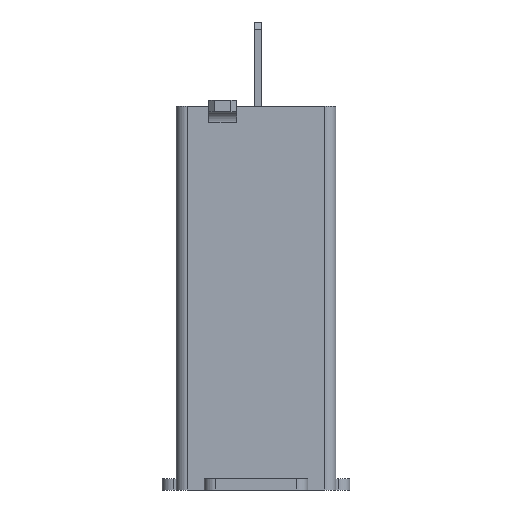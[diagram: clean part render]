
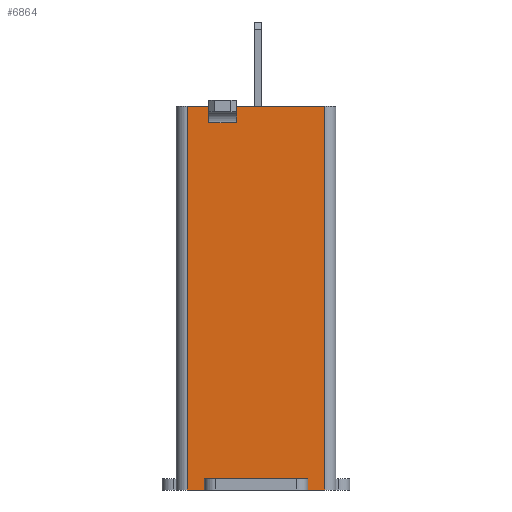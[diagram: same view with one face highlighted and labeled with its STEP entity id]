
A CAD part, left-side view. The second image highlights one B-rep face of the part: STEP entity #6864.
In plain terms, the highlighted planar face has unit normal (-1, 0, 0).
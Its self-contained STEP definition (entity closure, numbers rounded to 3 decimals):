
#130 = ORIENTED_EDGE ( 'NONE', *, *, #2953, .T. ) ;
#179 = DIRECTION ( 'NONE',  ( 0., -1., 0. ) ) ;
#274 = CARTESIAN_POINT ( 'NONE',  ( -6.55, 2.85, 13.7 ) ) ;
#312 = DIRECTION ( 'NONE',  ( 1., 0., 0. ) ) ;
#324 = VERTEX_POINT ( 'NONE', #4614 ) ;
#409 = PLANE ( 'NONE',  #3248 ) ;
#517 = VERTEX_POINT ( 'NONE', #3437 ) ;
#521 = CARTESIAN_POINT ( 'NONE',  ( -6.55, 1.69, 13.7 ) ) ;
#565 = LINE ( 'NONE', #2182, #2863 ) ;
#585 = CARTESIAN_POINT ( 'NONE',  ( -6.55, 2.85, 13.7 ) ) ;
#702 = ORIENTED_EDGE ( 'NONE', *, *, #1501, .T. ) ;
#805 = LINE ( 'NONE', #274, #2277 ) ;
#882 = VECTOR ( 'NONE', #6412, 1000. ) ;
#896 = DIRECTION ( 'NONE',  ( 0., 0., -1. ) ) ;
#1007 = CARTESIAN_POINT ( 'NONE',  ( -6.55, 0.696, 13.1 ) ) ;
#1054 = ORIENTED_EDGE ( 'NONE', *, *, #2448, .F. ) ;
#1160 = VECTOR ( 'NONE', #3713, 1000. ) ;
#1290 = ORIENTED_EDGE ( 'NONE', *, *, #5046, .T. ) ;
#1295 = VECTOR ( 'NONE', #6088, 1000. ) ;
#1312 = VERTEX_POINT ( 'NONE', #5877 ) ;
#1436 = LINE ( 'NONE', #3614, #1160 ) ;
#1494 = CARTESIAN_POINT ( 'NONE',  ( -6.55, 1.85, 0.4 ) ) ;
#1501 = EDGE_CURVE ( 'NONE', #517, #2100, #1436, .T. ) ;
#1504 = VECTOR ( 'NONE', #4478, 1000. ) ;
#1699 = EDGE_CURVE ( 'NONE', #1312, #3577, #805, .T. ) ;
#1748 = CARTESIAN_POINT ( 'NONE',  ( -6.55, 1.69, 13.1 ) ) ;
#1835 = VECTOR ( 'NONE', #4964, 1000. ) ;
#1871 = ORIENTED_EDGE ( 'NONE', *, *, #2837, .F. ) ;
#1943 = VECTOR ( 'NONE', #3740, 1000. ) ;
#1947 = ORIENTED_EDGE ( 'NONE', *, *, #1699, .F. ) ;
#1992 = CARTESIAN_POINT ( 'NONE',  ( -6.55, 2.85, 13.7 ) ) ;
#2100 = VERTEX_POINT ( 'NONE', #6951 ) ;
#2152 = LINE ( 'NONE', #2599, #1943 ) ;
#2172 = CARTESIAN_POINT ( 'NONE',  ( -6.55, -1.85, 0.4 ) ) ;
#2182 = CARTESIAN_POINT ( 'NONE',  ( -6.55, 2.85, 0.4 ) ) ;
#2277 = VECTOR ( 'NONE', #4527, 1000. ) ;
#2404 = VERTEX_POINT ( 'NONE', #2664 ) ;
#2412 = EDGE_CURVE ( 'NONE', #3577, #5530, #2152, .T. ) ;
#2448 = EDGE_CURVE ( 'NONE', #5332, #6400, #4408, .T. ) ;
#2473 = CARTESIAN_POINT ( 'NONE',  ( -6.55, 2.45, 13.7 ) ) ;
#2599 = CARTESIAN_POINT ( 'NONE',  ( -6.55, 1.69, 13.7 ) ) ;
#2615 = EDGE_LOOP ( 'NONE', ( #5266, #6981, #1947, #130, #1054, #5080, #6525, #4802, #1290, #702, #2883, #1871 ) ) ;
#2662 = VECTOR ( 'NONE', #2781, 1000. ) ;
#2664 = CARTESIAN_POINT ( 'NONE',  ( -6.55, 0.696, 13.7 ) ) ;
#2781 = DIRECTION ( 'NONE',  ( 0., 0., -1. ) ) ;
#2796 = DIRECTION ( 'NONE',  ( 0., 1., 0. ) ) ;
#2837 = EDGE_CURVE ( 'NONE', #4080, #2404, #6589, .T. ) ;
#2863 = VECTOR ( 'NONE', #2796, 1000. ) ;
#2883 = ORIENTED_EDGE ( 'NONE', *, *, #3636, .F. ) ;
#2936 = EDGE_CURVE ( 'NONE', #324, #4458, #565, .T. ) ;
#2953 = EDGE_CURVE ( 'NONE', #1312, #6400, #6275, .T. ) ;
#3248 = AXIS2_PLACEMENT_3D ( 'NONE', #1992, #312, #6815 ) ;
#3437 = CARTESIAN_POINT ( 'NONE',  ( -6.55, -2.45, 0. ) ) ;
#3577 = VERTEX_POINT ( 'NONE', #521 ) ;
#3614 = CARTESIAN_POINT ( 'NONE',  ( -6.55, -2.45, 13.7 ) ) ;
#3636 = EDGE_CURVE ( 'NONE', #2404, #2100, #3934, .T. ) ;
#3713 = DIRECTION ( 'NONE',  ( 0., 0., 1. ) ) ;
#3740 = DIRECTION ( 'NONE',  ( 0., 0., -1. ) ) ;
#3934 = LINE ( 'NONE', #585, #1295 ) ;
#3943 = CARTESIAN_POINT ( 'NONE',  ( -6.55, 0., 0. ) ) ;
#3997 = VECTOR ( 'NONE', #4763, 1000. ) ;
#4044 = FACE_OUTER_BOUND ( 'NONE', #2615, .T. ) ;
#4080 = VERTEX_POINT ( 'NONE', #1007 ) ;
#4119 = EDGE_CURVE ( 'NONE', #4080, #5530, #5783, .T. ) ;
#4255 = LINE ( 'NONE', #2172, #882 ) ;
#4388 = CARTESIAN_POINT ( 'NONE',  ( -6.55, 1.85, 0.4 ) ) ;
#4408 = LINE ( 'NONE', #5606, #1835 ) ;
#4458 = VERTEX_POINT ( 'NONE', #1494 ) ;
#4478 = DIRECTION ( 'NONE',  ( 0., 0., 1. ) ) ;
#4490 = CARTESIAN_POINT ( 'NONE',  ( -6.55, -1.85, 0. ) ) ;
#4527 = DIRECTION ( 'NONE',  ( 0., -1., 0. ) ) ;
#4614 = CARTESIAN_POINT ( 'NONE',  ( -6.55, -1.85, 0.4 ) ) ;
#4719 = VECTOR ( 'NONE', #179, 1000. ) ;
#4763 = DIRECTION ( 'NONE',  ( 0., 1., 0. ) ) ;
#4802 = ORIENTED_EDGE ( 'NONE', *, *, #6226, .T. ) ;
#4868 = LINE ( 'NONE', #4388, #2662 ) ;
#4942 = CARTESIAN_POINT ( 'NONE',  ( -6.55, 1.85, 0. ) ) ;
#4964 = DIRECTION ( 'NONE',  ( 0., 1., 0. ) ) ;
#5046 = EDGE_CURVE ( 'NONE', #5604, #517, #6794, .T. ) ;
#5080 = ORIENTED_EDGE ( 'NONE', *, *, #5282, .F. ) ;
#5236 = VECTOR ( 'NONE', #896, 1000. ) ;
#5266 = ORIENTED_EDGE ( 'NONE', *, *, #4119, .T. ) ;
#5282 = EDGE_CURVE ( 'NONE', #4458, #5332, #4868, .T. ) ;
#5332 = VERTEX_POINT ( 'NONE', #4942 ) ;
#5530 = VERTEX_POINT ( 'NONE', #1748 ) ;
#5551 = CARTESIAN_POINT ( 'NONE',  ( -6.55, 2.45, 0. ) ) ;
#5604 = VERTEX_POINT ( 'NONE', #4490 ) ;
#5606 = CARTESIAN_POINT ( 'NONE',  ( -6.55, 0., 0. ) ) ;
#5783 = LINE ( 'NONE', #5822, #3997 ) ;
#5822 = CARTESIAN_POINT ( 'NONE',  ( -6.55, 2.85, 13.1 ) ) ;
#5877 = CARTESIAN_POINT ( 'NONE',  ( -6.55, 2.45, 13.7 ) ) ;
#6088 = DIRECTION ( 'NONE',  ( 0., -1., 0. ) ) ;
#6226 = EDGE_CURVE ( 'NONE', #324, #5604, #4255, .T. ) ;
#6275 = LINE ( 'NONE', #2473, #5236 ) ;
#6400 = VERTEX_POINT ( 'NONE', #5551 ) ;
#6412 = DIRECTION ( 'NONE',  ( 0., 0., -1. ) ) ;
#6525 = ORIENTED_EDGE ( 'NONE', *, *, #2936, .F. ) ;
#6552 = CARTESIAN_POINT ( 'NONE',  ( -6.55, 0.696, 13.7 ) ) ;
#6589 = LINE ( 'NONE', #6552, #1504 ) ;
#6794 = LINE ( 'NONE', #3943, #4719 ) ;
#6815 = DIRECTION ( 'NONE',  ( 0., 0., -1. ) ) ;
#6864 = ADVANCED_FACE ( 'NONE', ( #4044 ), #409, .F. ) ;
#6951 = CARTESIAN_POINT ( 'NONE',  ( -6.55, -2.45, 13.7 ) ) ;
#6981 = ORIENTED_EDGE ( 'NONE', *, *, #2412, .F. ) ;
